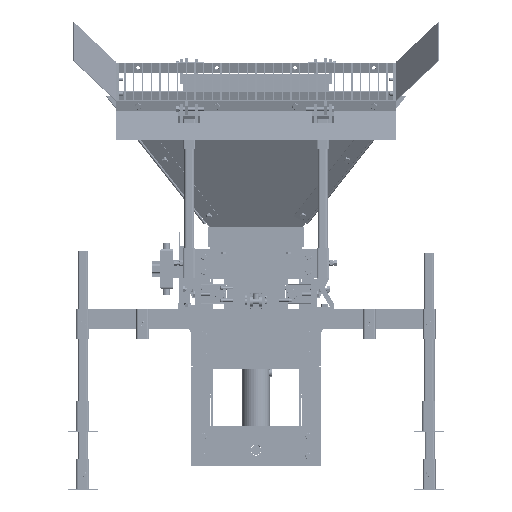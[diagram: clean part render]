
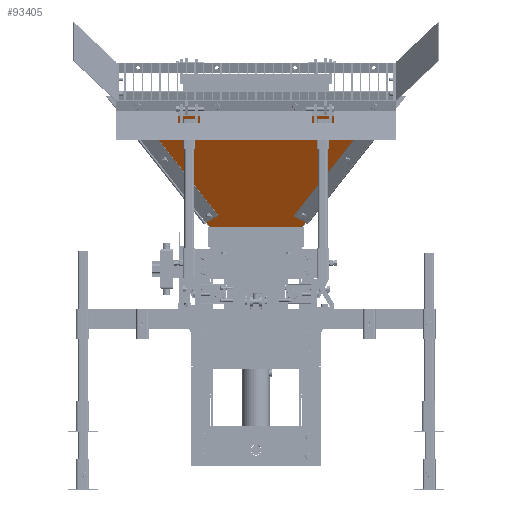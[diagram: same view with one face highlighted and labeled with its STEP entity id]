
A CAD part, front view. The second image highlights one B-rep face of the part: STEP entity #93405.
In plain terms, the highlighted face is planar.
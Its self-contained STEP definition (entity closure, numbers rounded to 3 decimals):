
#4678=CIRCLE('',#99339,12.7);
#4680=CIRCLE('',#99342,12.7);
#4682=CIRCLE('',#99345,12.7);
#4684=CIRCLE('',#99348,12.7);
#4686=CIRCLE('',#99351,12.7);
#4688=CIRCLE('',#99354,12.7);
#4690=CIRCLE('',#99357,12.7);
#4692=CIRCLE('',#99360,12.7);
#35701=VERTEX_POINT('',#149312);
#35703=VERTEX_POINT('',#149317);
#35705=VERTEX_POINT('',#149322);
#35707=VERTEX_POINT('',#149327);
#35709=VERTEX_POINT('',#149332);
#35711=VERTEX_POINT('',#149337);
#35713=VERTEX_POINT('',#149342);
#35715=VERTEX_POINT('',#149347);
#35716=VERTEX_POINT('',#149350);
#35717=VERTEX_POINT('',#149351);
#35720=VERTEX_POINT('',#149359);
#35722=VERTEX_POINT('',#149365);
#42710=VECTOR('',#115428,1.);
#42714=VECTOR('',#115433,1.);
#42717=VECTOR('',#115437,1.);
#42720=VECTOR('',#115441,1.);
#49720=LINE('',#149349,#42710);
#49724=LINE('',#149358,#42714);
#49727=LINE('',#149364,#42717);
#49730=LINE('',#149370,#42720);
#59537=EDGE_CURVE('',#35701,#35701,#4678,.T.);
#59539=EDGE_CURVE('',#35703,#35703,#4680,.T.);
#59541=EDGE_CURVE('',#35705,#35705,#4682,.T.);
#59543=EDGE_CURVE('',#35707,#35707,#4684,.T.);
#59545=EDGE_CURVE('',#35709,#35709,#4686,.T.);
#59547=EDGE_CURVE('',#35711,#35711,#4688,.T.);
#59549=EDGE_CURVE('',#35713,#35713,#4690,.T.);
#59551=EDGE_CURVE('',#35715,#35715,#4692,.T.);
#59552=EDGE_CURVE('',#35716,#35717,#49720,.T.);
#59556=EDGE_CURVE('',#35717,#35720,#49724,.T.);
#59559=EDGE_CURVE('',#35720,#35722,#49727,.T.);
#59562=EDGE_CURVE('',#35722,#35716,#49730,.T.);
#78770=ORIENTED_EDGE('',*,*,#59537,.T.);
#78771=ORIENTED_EDGE('',*,*,#59539,.T.);
#78772=ORIENTED_EDGE('',*,*,#59541,.T.);
#78773=ORIENTED_EDGE('',*,*,#59543,.T.);
#78774=ORIENTED_EDGE('',*,*,#59545,.T.);
#78775=ORIENTED_EDGE('',*,*,#59547,.T.);
#78776=ORIENTED_EDGE('',*,*,#59549,.T.);
#78777=ORIENTED_EDGE('',*,*,#59551,.T.);
#78778=ORIENTED_EDGE('',*,*,#59552,.F.);
#78779=ORIENTED_EDGE('',*,*,#59562,.F.);
#78780=ORIENTED_EDGE('',*,*,#59559,.F.);
#78781=ORIENTED_EDGE('',*,*,#59556,.F.);
#84648=EDGE_LOOP('',(#78770));
#84649=EDGE_LOOP('',(#78771));
#84650=EDGE_LOOP('',(#78772));
#84651=EDGE_LOOP('',(#78773));
#84652=EDGE_LOOP('',(#78774));
#84653=EDGE_LOOP('',(#78775));
#84654=EDGE_LOOP('',(#78776));
#84655=EDGE_LOOP('',(#78777));
#84656=EDGE_LOOP('',(#78778,#78779,#78780,#78781));
#89342=FACE_BOUND('',#84648,.T.);
#89343=FACE_BOUND('',#84649,.T.);
#89344=FACE_BOUND('',#84650,.T.);
#89345=FACE_BOUND('',#84651,.T.);
#89346=FACE_BOUND('',#84652,.T.);
#89347=FACE_BOUND('',#84653,.T.);
#89348=FACE_BOUND('',#84654,.T.);
#89349=FACE_BOUND('',#84655,.T.);
#89350=FACE_BOUND('',#84656,.T.);
#93405=ADVANCED_FACE('',(#89342,#89343,#89344,#89345,#89346,#89347,#89348,
#89349,#89350),#153694,.F.);
#99339=AXIS2_PLACEMENT_3D('',#149311,#115383,#115384);
#99342=AXIS2_PLACEMENT_3D('',#149316,#115389,#115390);
#99345=AXIS2_PLACEMENT_3D('',#149321,#115395,#115396);
#99348=AXIS2_PLACEMENT_3D('',#149326,#115401,#115402);
#99351=AXIS2_PLACEMENT_3D('',#149331,#115407,#115408);
#99354=AXIS2_PLACEMENT_3D('',#149336,#115413,#115414);
#99357=AXIS2_PLACEMENT_3D('',#149341,#115419,#115420);
#99360=AXIS2_PLACEMENT_3D('',#149346,#115425,#115426);
#99365=AXIS2_PLACEMENT_3D('',#149372,#115443,$);
#115383=DIRECTION('',(0.,1.,0.));
#115384=DIRECTION('',(0.,0.,-12.7));
#115389=DIRECTION('',(0.,1.,0.));
#115390=DIRECTION('',(0.,0.,-12.7));
#115395=DIRECTION('',(0.,1.,0.));
#115396=DIRECTION('',(0.,0.,-12.7));
#115401=DIRECTION('',(0.,1.,0.));
#115402=DIRECTION('',(0.,0.,-12.7));
#115407=DIRECTION('',(0.,1.,0.));
#115408=DIRECTION('',(0.,0.,-12.7));
#115413=DIRECTION('',(0.,1.,0.));
#115414=DIRECTION('',(0.,0.,-12.7));
#115419=DIRECTION('',(0.,1.,0.));
#115420=DIRECTION('',(0.,0.,-12.7));
#115425=DIRECTION('',(0.,1.,0.));
#115426=DIRECTION('',(0.,0.,-12.7));
#115428=DIRECTION('',(0.554,0.,0.833));
#115433=DIRECTION('',(1.,0.,0.));
#115437=DIRECTION('',(0.554,0.,-0.833));
#115441=DIRECTION('',(-1.,0.,0.));
#115443=DIRECTION('',(0.,1.,0.));
#149311=CARTESIAN_POINT('',(735.878,0.,-697.765));
#149312=CARTESIAN_POINT('',(735.878,0.,-710.465));
#149316=CARTESIAN_POINT('',(623.337,0.,-528.576));
#149317=CARTESIAN_POINT('',(623.337,0.,-541.276));
#149321=CARTESIAN_POINT('',(510.796,0.,-359.388));
#149322=CARTESIAN_POINT('',(510.796,0.,-372.088));
#149326=CARTESIAN_POINT('',(-418.505,0.,-697.765));
#149327=CARTESIAN_POINT('',(-418.505,0.,-710.465));
#149331=CARTESIAN_POINT('',(-305.964,0.,-528.576));
#149332=CARTESIAN_POINT('',(-305.964,0.,-541.276));
#149336=CARTESIAN_POINT('',(-193.423,0.,-359.388));
#149337=CARTESIAN_POINT('',(-193.423,0.,-372.088));
#149341=CARTESIAN_POINT('',(398.255,0.,-190.199));
#149342=CARTESIAN_POINT('',(398.255,0.,-202.899));
#149346=CARTESIAN_POINT('',(-80.882,0.,-190.199));
#149347=CARTESIAN_POINT('',(-80.882,0.,-202.899));
#149349=CARTESIAN_POINT('',(-0.063,0.,0.091));
#149350=CARTESIAN_POINT('',(-523.827,0.,-787.309));
#149351=CARTESIAN_POINT('',(-0.063,0.,0.091));
#149358=CARTESIAN_POINT('',(317.437,0.,0.091));
#149359=CARTESIAN_POINT('',(317.437,0.,0.091));
#149364=CARTESIAN_POINT('',(841.2,0.,-787.309));
#149365=CARTESIAN_POINT('',(841.2,0.,-787.309));
#149370=CARTESIAN_POINT('',(-523.827,0.,-787.309));
#149372=CARTESIAN_POINT('',(158.687,0.,-509.005));
#153694=PLANE('',#99365);
